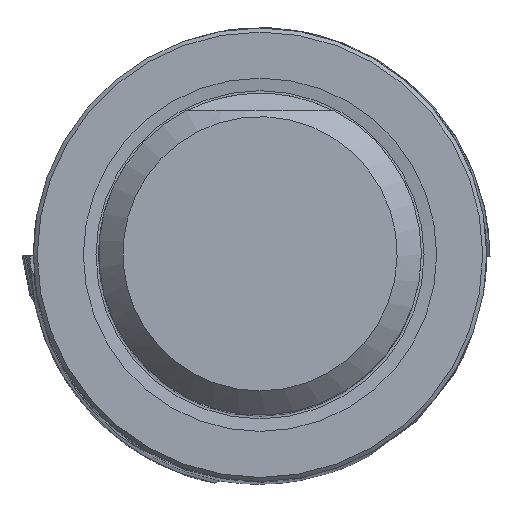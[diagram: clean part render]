
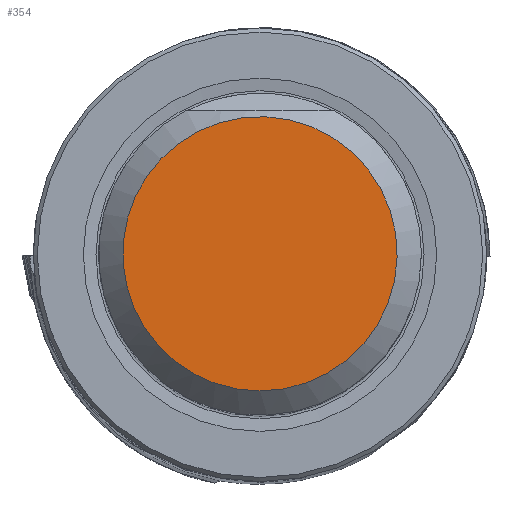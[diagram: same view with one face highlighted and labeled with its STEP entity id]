
A CAD part, top view. The second image highlights one B-rep face of the part: STEP entity #354.
In plain terms, the highlighted planar face has unit normal (0, 0, 1).
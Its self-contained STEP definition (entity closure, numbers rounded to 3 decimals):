
#243=PLANE('',#6015);
#354=ADVANCED_FACE('',(#776),#243,.T.);
#776=FACE_OUTER_BOUND('',#1047,.T.);
#1047=EDGE_LOOP('',(#1835));
#1388=CIRCLE('',#6014,16.996);
#1835=ORIENTED_EDGE('',*,*,#3960,.T.);
#3402=VERTEX_POINT('',#8908);
#3960=EDGE_CURVE('',#3402,#3402,#1388,.T.);
#6014=AXIS2_PLACEMENT_3D('',#8907,#6836,#6837);
#6015=AXIS2_PLACEMENT_3D('',#8909,#6838,#6839);
#6836=DIRECTION('',(0.,0.,1.));
#6837=DIRECTION('',(0.,-1.,0.));
#6838=DIRECTION('',(0.,0.,1.));
#6839=DIRECTION('',(0.,-1.,0.));
#8907=CARTESIAN_POINT('',(0.,0.,70.));
#8908=CARTESIAN_POINT('',(0.,-16.996,70.));
#8909=CARTESIAN_POINT('',(0.,0.,70.));
